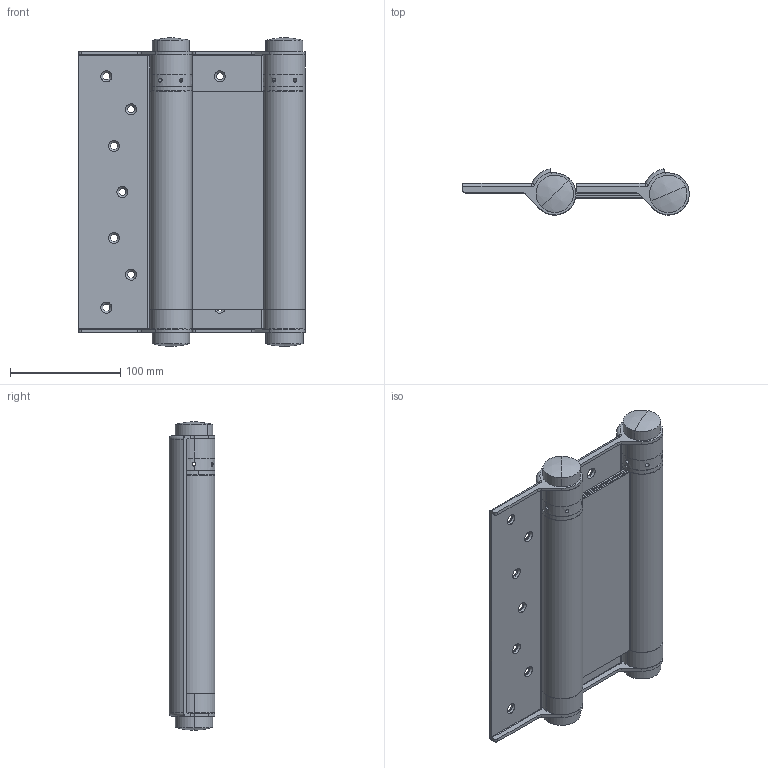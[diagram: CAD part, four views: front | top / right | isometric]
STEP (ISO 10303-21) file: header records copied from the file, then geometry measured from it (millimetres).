
FILE_DESCRIPTION (( 'STEP AP214' ), '1' );
FILE_NAME ('Pendeltürband Nr. 45.STEP', '2011-01-31T11:04:38', ( 'Anwender' ), ( '' ), 'SwSTEP 2.0', 'SolidWorks 2010', '' );
FILE_SCHEMA (( 'AUTOMOTIVE_DESIGN' ));
Length unit declared in the file: millimetre
Products named in the file (7): Distanzring; Deckel; Stellring; Pendeltürband Nr. 45; Kunststoffscheibe; Büchse 45; Fluegel 45
Assembly tree (15 placements, depth 2):
  Pendeltürband Nr. 45
    Kunststoffscheibe  x2
    Stellring  x2
    Büchse 45
    Fluegel 45  x2
    Deckel  x4
    Distanzring  x4
Bounding box: 205.5 x 41.65 x 280 mm (x, y, z)
Volume: 461678.5 mm3; surface area: 341541.8 mm2
Topology: 16 solids, 16 shells, 260 faces, 644 edges, 408 vertices
Faces by surface type: cylinder 148, plane 60, cone 28, torus 16, sphere 8
Entity records: 5134 total; most frequent: CARTESIAN_POINT 1386, DIRECTION 775, ORIENTED_EDGE 682, EDGE_CURVE 341, AXIS2_PLACEMENT_3D 310, VERTEX_POINT 217, EDGE_LOOP 166, CIRCLE 158
